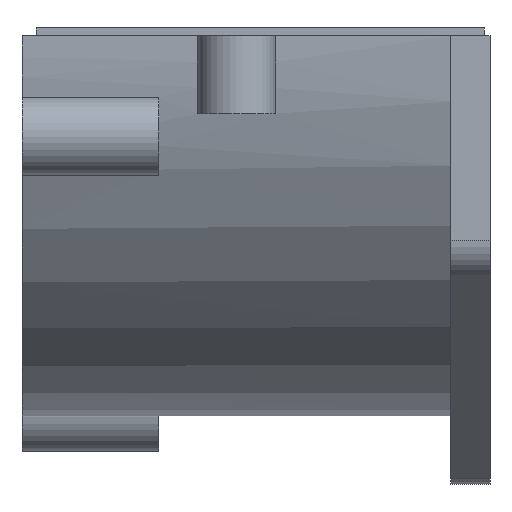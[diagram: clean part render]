
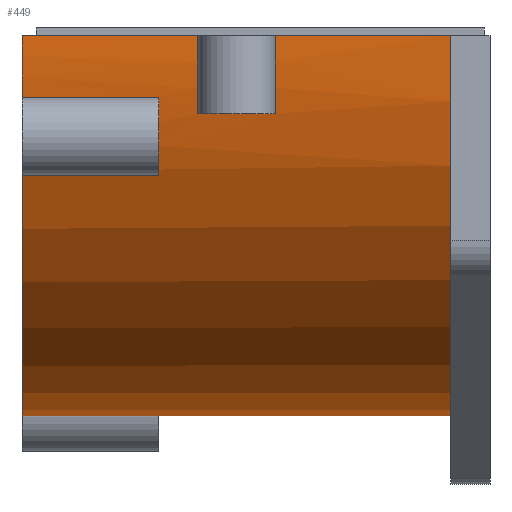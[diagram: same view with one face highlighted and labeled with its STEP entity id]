
A CAD part, left-side view. The second image highlights one B-rep face of the part: STEP entity #449.
In plain terms, the highlighted cylindrical face has radius 97.5 mm (diameter 195 mm), a partial arc.
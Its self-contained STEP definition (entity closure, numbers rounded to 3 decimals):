
#3 = CIRCLE ( 'NONE', #2288, 97.5 ) ;
#17 = DIRECTION ( 'NONE',  ( 0., -1., 0. ) ) ;
#67 = DIRECTION ( 'NONE',  ( 0., -1., 0. ) ) ;
#70 = EDGE_CURVE ( 'NONE', #989, #616, #1849, .T. ) ;
#83 = CARTESIAN_POINT ( 'NONE',  ( -97.5, 0., 0. ) ) ;
#86 = EDGE_LOOP ( 'NONE', ( #1869, #1269, #1971, #1758, #747, #2079, #1659, #644, #1564, #478, #624, #2178 ) ) ;
#92 = AXIS2_PLACEMENT_3D ( 'NONE', #1671, #1296, #1485 ) ;
#118 = CIRCLE ( 'NONE', #92, 97.5 ) ;
#133 = DIRECTION ( 'NONE',  ( 0., 0., -1. ) ) ;
#137 = LINE ( 'NONE', #1322, #1494 ) ;
#144 = LINE ( 'NONE', #83, #1222 ) ;
#217 = LINE ( 'NONE', #1625, #990 ) ;
#224 = EDGE_CURVE ( 'NONE', #1212, #1131, #1847, .T. ) ;
#228 = VECTOR ( 'NONE', #1128, 1000. ) ;
#236 = DIRECTION ( 'NONE',  ( 0., 1., 0. ) ) ;
#270 = AXIS2_PLACEMENT_3D ( 'NONE', #585, #855, #1756 ) ;
#279 = CARTESIAN_POINT ( 'NONE',  ( -95.427, 14.8, -20. ) ) ;
#284 = CARTESIAN_POINT ( 'NONE',  ( 0., 79.8, -97.5 ) ) ;
#309 = DIRECTION ( 'NONE',  ( 0., -1., 0. ) ) ;
#310 = EDGE_CURVE ( 'NONE', #986, #616, #144, .T. ) ;
#333 = EDGE_CURVE ( 'NONE', #1891, #2161, #597, .T. ) ;
#350 = CIRCLE ( 'NONE', #270, 97.5 ) ;
#365 = DIRECTION ( 'NONE',  ( 0., 1., 0. ) ) ;
#381 = CARTESIAN_POINT ( 'NONE',  ( -91.253, 79.8, -34.338 ) ) ;
#387 = CARTESIAN_POINT ( 'NONE',  ( 0., 44.8, 0. ) ) ;
#433 = LINE ( 'NONE', #729, #1829 ) ;
#449 = ADVANCED_FACE ( 'NONE', ( #1278 ), #1980, .T. ) ;
#478 = ORIENTED_EDGE ( 'NONE', *, *, #1313, .F. ) ;
#486 = CARTESIAN_POINT ( 'NONE',  ( 0., -3.322, 0. ) ) ;
#519 = CARTESIAN_POINT ( 'NONE',  ( 0., -30.2, -97.5 ) ) ;
#536 = LINE ( 'NONE', #2142, #563 ) ;
#538 = DIRECTION ( 'NONE',  ( 1., 0., 0. ) ) ;
#563 = VECTOR ( 'NONE', #17, 1000. ) ;
#575 = CARTESIAN_POINT ( 'NONE',  ( -96.197, 44.8, -15.889 ) ) ;
#585 = CARTESIAN_POINT ( 'NONE',  ( 0., 79.8, 0. ) ) ;
#597 = CIRCLE ( 'NONE', #923, 97.5 ) ;
#616 = VERTEX_POINT ( 'NONE', #1055 ) ;
#624 = ORIENTED_EDGE ( 'NONE', *, *, #224, .T. ) ;
#632 = DIRECTION ( 'NONE',  ( 0., -1., 0. ) ) ;
#637 = DIRECTION ( 'NONE',  ( 0., -1., 0. ) ) ;
#643 = CARTESIAN_POINT ( 'NONE',  ( -97.5, -30.2, 0. ) ) ;
#644 = ORIENTED_EDGE ( 'NONE', *, *, #1822, .T. ) ;
#649 = DIRECTION ( 'NONE',  ( 0., 1., 0. ) ) ;
#662 = AXIS2_PLACEMENT_3D ( 'NONE', #486, #309, #133 ) ;
#729 = CARTESIAN_POINT ( 'NONE',  ( -97.5, 0., 0. ) ) ;
#747 = ORIENTED_EDGE ( 'NONE', *, *, #70, .F. ) ;
#770 = DIRECTION ( 'NONE',  ( 0., 0., 1. ) ) ;
#771 = EDGE_CURVE ( 'NONE', #2161, #1761, #536, .T. ) ;
#798 = DIRECTION ( 'NONE',  ( 0., 0., -1. ) ) ;
#820 = EDGE_CURVE ( 'NONE', #2106, #989, #217, .T. ) ;
#855 = DIRECTION ( 'NONE',  ( 0., -1., 0. ) ) ;
#871 = EDGE_CURVE ( 'NONE', #986, #1761, #118, .T. ) ;
#918 = CARTESIAN_POINT ( 'NONE',  ( -91.253, 62.3, -34.338 ) ) ;
#923 = AXIS2_PLACEMENT_3D ( 'NONE', #2219, #637, #798 ) ;
#986 = VERTEX_POINT ( 'NONE', #643 ) ;
#989 = VERTEX_POINT ( 'NONE', #279 ) ;
#990 = VECTOR ( 'NONE', #67, 1000. ) ;
#1055 = CARTESIAN_POINT ( 'NONE',  ( -97.5, 14.8, 0. ) ) ;
#1072 = CARTESIAN_POINT ( 'NONE',  ( 0., 14.8, 0. ) ) ;
#1107 = DIRECTION ( 'NONE',  ( 0., -1., 0. ) ) ;
#1128 = DIRECTION ( 'NONE',  ( 0., -1., 0. ) ) ;
#1131 = VERTEX_POINT ( 'NONE', #2089 ) ;
#1164 = CARTESIAN_POINT ( 'NONE',  ( -97.5, 79.8, 0. ) ) ;
#1204 = AXIS2_PLACEMENT_3D ( 'NONE', #1072, #365, #538 ) ;
#1212 = VERTEX_POINT ( 'NONE', #575 ) ;
#1222 = VECTOR ( 'NONE', #649, 1000. ) ;
#1255 = VERTEX_POINT ( 'NONE', #1279 ) ;
#1268 = EDGE_CURVE ( 'NONE', #1445, #2228, #350, .T. ) ;
#1269 = ORIENTED_EDGE ( 'NONE', *, *, #771, .T. ) ;
#1278 = FACE_OUTER_BOUND ( 'NONE', #86, .T. ) ;
#1279 = CARTESIAN_POINT ( 'NONE',  ( -97.5, 34.8, 0. ) ) ;
#1296 = DIRECTION ( 'NONE',  ( 0., -1., 0. ) ) ;
#1313 = EDGE_CURVE ( 'NONE', #1212, #2228, #137, .T. ) ;
#1322 = CARTESIAN_POINT ( 'NONE',  ( -96.197, 62.3, -15.889 ) ) ;
#1352 = CARTESIAN_POINT ( 'NONE',  ( 0., 34.8, 0. ) ) ;
#1371 = AXIS2_PLACEMENT_3D ( 'NONE', #387, #1107, #770 ) ;
#1413 = EDGE_CURVE ( 'NONE', #1255, #2106, #3, .T. ) ;
#1445 = VERTEX_POINT ( 'NONE', #1164 ) ;
#1485 = DIRECTION ( 'NONE',  ( 0., 0., 1. ) ) ;
#1494 = VECTOR ( 'NONE', #236, 1000. ) ;
#1564 = ORIENTED_EDGE ( 'NONE', *, *, #1268, .T. ) ;
#1625 = CARTESIAN_POINT ( 'NONE',  ( -95.427, -3.322, -20. ) ) ;
#1640 = LINE ( 'NONE', #918, #228 ) ;
#1659 = ORIENTED_EDGE ( 'NONE', *, *, #1413, .F. ) ;
#1671 = CARTESIAN_POINT ( 'NONE',  ( 0., -30.2, 0. ) ) ;
#1706 = CARTESIAN_POINT ( 'NONE',  ( -96.197, 79.8, -15.889 ) ) ;
#1756 = DIRECTION ( 'NONE',  ( 0., 0., -1. ) ) ;
#1758 = ORIENTED_EDGE ( 'NONE', *, *, #310, .T. ) ;
#1761 = VERTEX_POINT ( 'NONE', #519 ) ;
#1822 = EDGE_CURVE ( 'NONE', #1255, #1445, #433, .T. ) ;
#1829 = VECTOR ( 'NONE', #2186, 1000. ) ;
#1847 = CIRCLE ( 'NONE', #1371, 97.5 ) ;
#1849 = CIRCLE ( 'NONE', #1204, 97.5 ) ;
#1869 = ORIENTED_EDGE ( 'NONE', *, *, #333, .T. ) ;
#1891 = VERTEX_POINT ( 'NONE', #381 ) ;
#1971 = ORIENTED_EDGE ( 'NONE', *, *, #871, .F. ) ;
#1980 = CYLINDRICAL_SURFACE ( 'NONE', #662, 97.5 ) ;
#2042 = CARTESIAN_POINT ( 'NONE',  ( -95.427, 34.8, -20. ) ) ;
#2052 = DIRECTION ( 'NONE',  ( 0., 0., 1. ) ) ;
#2079 = ORIENTED_EDGE ( 'NONE', *, *, #820, .F. ) ;
#2089 = CARTESIAN_POINT ( 'NONE',  ( -91.253, 44.8, -34.338 ) ) ;
#2106 = VERTEX_POINT ( 'NONE', #2042 ) ;
#2142 = CARTESIAN_POINT ( 'NONE',  ( 0., -3.322, -97.5 ) ) ;
#2161 = VERTEX_POINT ( 'NONE', #284 ) ;
#2178 = ORIENTED_EDGE ( 'NONE', *, *, #2280, .F. ) ;
#2186 = DIRECTION ( 'NONE',  ( 0., 1., 0. ) ) ;
#2219 = CARTESIAN_POINT ( 'NONE',  ( 0., 79.8, 0. ) ) ;
#2228 = VERTEX_POINT ( 'NONE', #1706 ) ;
#2280 = EDGE_CURVE ( 'NONE', #1891, #1131, #1640, .T. ) ;
#2288 = AXIS2_PLACEMENT_3D ( 'NONE', #1352, #632, #2052 ) ;
